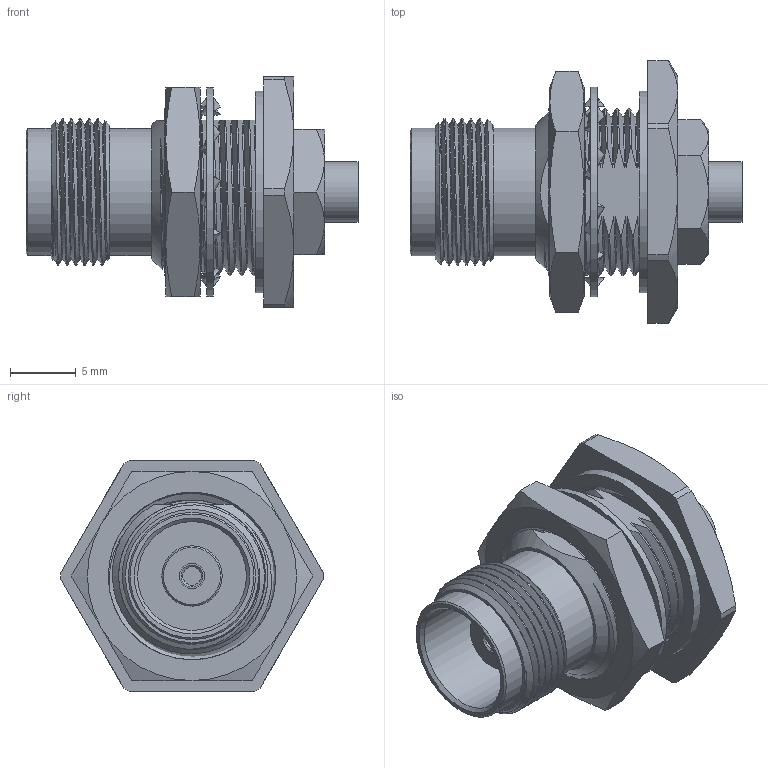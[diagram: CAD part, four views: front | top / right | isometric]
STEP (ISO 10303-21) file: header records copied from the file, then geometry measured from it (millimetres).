
FILE_DESCRIPTION (( 'STEP AP203' ), '1' );
FILE_NAME ('PE44715_3D.step', '2021-04-20T16:01:56', ( '' ), ( '' ), 'SwSTEP 2.0', 'SolidWorks 2020', '' );
FILE_SCHEMA (( 'CONFIG_CONTROL_DESIGN' ));
Length unit declared in the file: inch
Products named in the file (1): PE44715_3D
Bounding box: 25.2 x 19.91 x 17.48 mm (x, y, z)
Volume: 2327.7 mm3; surface area: 3201.5 mm2
Topology: 5 solids, 5 shells, 223 faces, 615 edges, 413 vertices
Faces by surface type: bspline 76, plane 64, cylinder 45, cone 38
Full cylindrical faces by diameter (mm): 1.397 x1, 1.905 x2, 3.683 x1, 4.572 x2, 8.255 x1, 9.652 x2, 12.725 x1, 13.296 x1, 15.328 x1, 15.582 x1, 15.875 x1
Entity records: 21086 total; most frequent: CARTESIAN_POINT 16364, ORIENTED_EDGE 1164, DIRECTION 663, EDGE_CURVE 582, VERTEX_POINT 402, AXIS2_PLACEMENT_3D 275, EDGE_LOOP 262, B_SPLINE_CURVE_WITH_KNOTS 259
